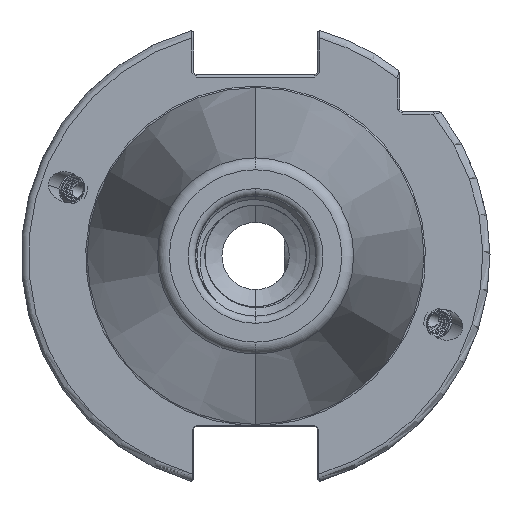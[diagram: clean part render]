
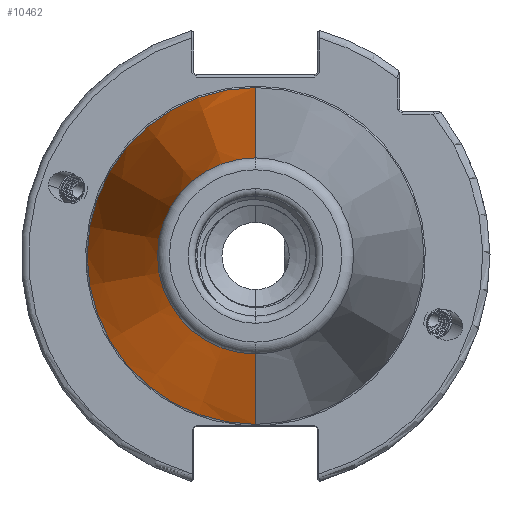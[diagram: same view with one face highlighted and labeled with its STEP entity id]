
A CAD part, left-side view. The second image highlights one B-rep face of the part: STEP entity #10462.
In plain terms, the highlighted conical face has half-angle 8.297 degrees and reference radius 35.392 mm.
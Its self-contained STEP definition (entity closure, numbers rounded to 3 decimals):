
#1369 = EDGE_CURVE ( 'NONE', #4073, #4149, #21601, .T. ) ;
#1377 = EDGE_CURVE ( 'NONE', #4074, #4073, #21565, .T. ) ;
#1392 = EDGE_CURVE ( 'NONE', #4074, #4096, #21561, .T. ) ;
#1397 = EDGE_CURVE ( 'NONE', #4096, #4105, #21615, .T. ) ;
#1453 = EDGE_CURVE ( 'NONE', #4105, #4149, #21682, .T. ) ;
#4009 = ORIENTED_EDGE ( 'NONE', *, *, #1377, .T. ) ;
#4073 = VERTEX_POINT ( 'NONE', #17220 ) ;
#4074 = VERTEX_POINT ( 'NONE', #17211 ) ;
#4096 = VERTEX_POINT ( 'NONE', #17246 ) ;
#4105 = VERTEX_POINT ( 'NONE', #17232 ) ;
#4149 = VERTEX_POINT ( 'NONE', #28979 ) ;
#5875 = AXIS2_PLACEMENT_3D ( 'NONE', #11742, #11733, #11734 ) ;
#10462 = ADVANCED_FACE ( 'NONE', ( #27993 ), #27998, .T. ) ;
#11733 = DIRECTION ( 'NONE',  ( 1., 0., 0. ) ) ;
#11734 = DIRECTION ( 'NONE',  ( 0., 0., -1. ) ) ;
#11742 = CARTESIAN_POINT ( 'NONE',  ( 0., 0., 0. ) ) ;
#14492 = DIRECTION ( 'NONE',  ( 1., 0., 0. ) ) ;
#14493 = DIRECTION ( 'NONE',  ( 0., 1., 0. ) ) ;
#14499 = CARTESIAN_POINT ( 'NONE',  ( 0., 0., -35.392 ) ) ;
#14515 = DIRECTION ( 'NONE',  ( 0.99, 0., -0.144 ) ) ;
#14519 = CARTESIAN_POINT ( 'NONE',  ( -2.5, 0., 0. ) ) ;
#15037 = DIRECTION ( 'NONE',  ( 0., 1., 0. ) ) ;
#15052 = CARTESIAN_POINT ( 'NONE',  ( -2.5, 0., 0. ) ) ;
#15083 = DIRECTION ( 'NONE',  ( 1., 0., 0. ) ) ;
#17211 = CARTESIAN_POINT ( 'NONE',  ( -102.811, 0., -20.399 ) ) ;
#17220 = CARTESIAN_POINT ( 'NONE',  ( -102.811, 0., 20.399 ) ) ;
#17232 = CARTESIAN_POINT ( 'NONE',  ( -2.5, 35.027, 0. ) ) ;
#17246 = CARTESIAN_POINT ( 'NONE',  ( -2.5, 0., -35.027 ) ) ;
#21306 = ORIENTED_EDGE ( 'NONE', *, *, #1369, .T. ) ;
#21331 = ORIENTED_EDGE ( 'NONE', *, *, #1453, .F. ) ;
#21332 = ORIENTED_EDGE ( 'NONE', *, *, #1392, .F. ) ;
#21344 = ORIENTED_EDGE ( 'NONE', *, *, #1397, .F. ) ;
#21561 = LINE ( 'NONE', #14499, #21628 ) ;
#21565 = CIRCLE ( 'NONE', #24017, 20.399 ) ;
#21574 = VECTOR ( 'NONE', #26355, 1000. ) ;
#21601 = LINE ( 'NONE', #26337, #21574 ) ;
#21615 = CIRCLE ( 'NONE', #24006, 35.027 ) ;
#21628 = VECTOR ( 'NONE', #14515, 1000. ) ;
#21682 = CIRCLE ( 'NONE', #23089, 35.027 ) ;
#22307 = EDGE_LOOP ( 'NONE', ( #4009, #21306, #21331, #21344, #21332 ) ) ;
#23089 = AXIS2_PLACEMENT_3D ( 'NONE', #15052, #15083, #15037 ) ;
#24006 = AXIS2_PLACEMENT_3D ( 'NONE', #14519, #14492, #14493 ) ;
#24017 = AXIS2_PLACEMENT_3D ( 'NONE', #26884, #26891, #26889 ) ;
#26337 = CARTESIAN_POINT ( 'NONE',  ( 0., 0., 35.392 ) ) ;
#26355 = DIRECTION ( 'NONE',  ( 0.99, 0., 0.144 ) ) ;
#26884 = CARTESIAN_POINT ( 'NONE',  ( -102.811, 0., 0. ) ) ;
#26889 = DIRECTION ( 'NONE',  ( 0., 0., 1. ) ) ;
#26891 = DIRECTION ( 'NONE',  ( 1., 0., 0. ) ) ;
#27993 = FACE_OUTER_BOUND ( 'NONE', #22307, .T. ) ;
#27998 = CONICAL_SURFACE ( 'NONE', #5875, 35.392, 0.145 ) ;
#28979 = CARTESIAN_POINT ( 'NONE',  ( -2.5, 0., 35.027 ) ) ;
